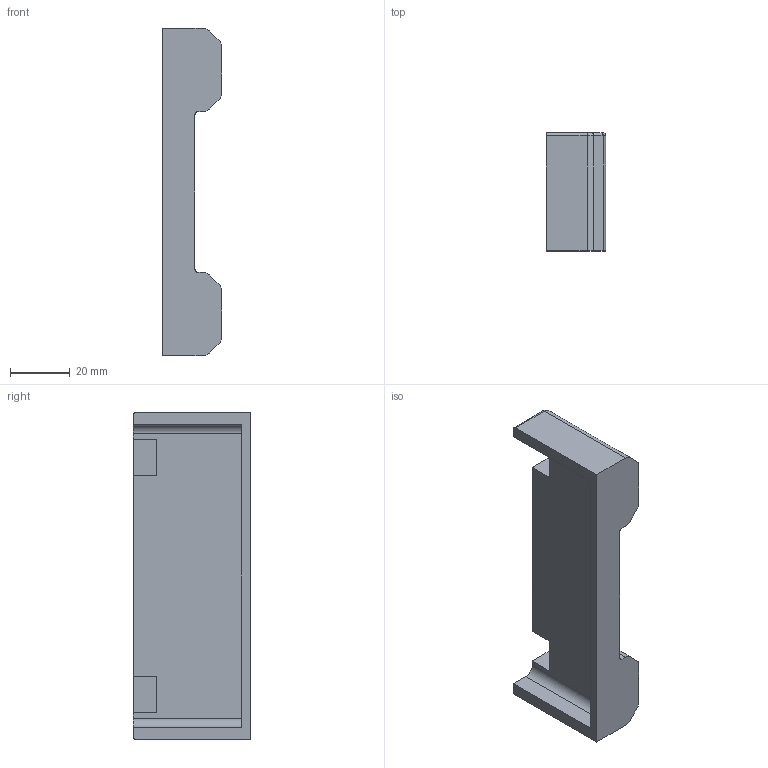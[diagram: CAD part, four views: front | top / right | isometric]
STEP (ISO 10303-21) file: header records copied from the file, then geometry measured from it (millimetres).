
FILE_DESCRIPTION(/* description */ (''),/* implementation_level */ '2;1');
FILE_NAME(/* name */ 'Jig_X_Rail_x2.step',/* time_stamp */ '2021-08-05T09:20:05-05:00',/* author */ (''),/* organization */ (''),/* preprocessor_version */ 'ST-DEVELOPER v18.1',/* originating_system */ 'Autodesk Translation Framework v10.9.0.1377',/* authorisation */ '');
FILE_SCHEMA (('AUTOMOTIVE_DESIGN { 1 0 10303 214 3 1 1 }'));
Length unit declared in the file: millimetre
Products named in the file (1): Jig_X_Rail_x2
Bounding box: 20 x 39.6 x 110 mm (x, y, z)
Volume: 30920.1 mm3; surface area: 14551 mm2
Topology: 1 solids, 1 shells, 59 faces, 151 edges, 94 vertices
Faces by surface type: plane 26, cylinder 23, torus 10
Entity records: 1821 total; most frequent: DIRECTION 327, CARTESIAN_POINT 305, ORIENTED_EDGE 302, EDGE_CURVE 151, AXIS2_PLACEMENT_3D 116, LINE 95, VECTOR 95, VERTEX_POINT 94
